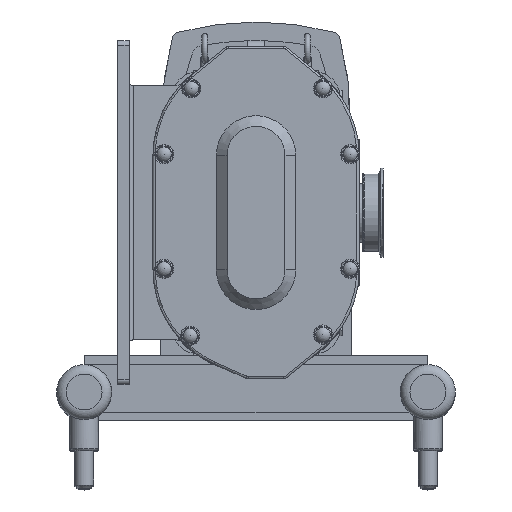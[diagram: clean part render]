
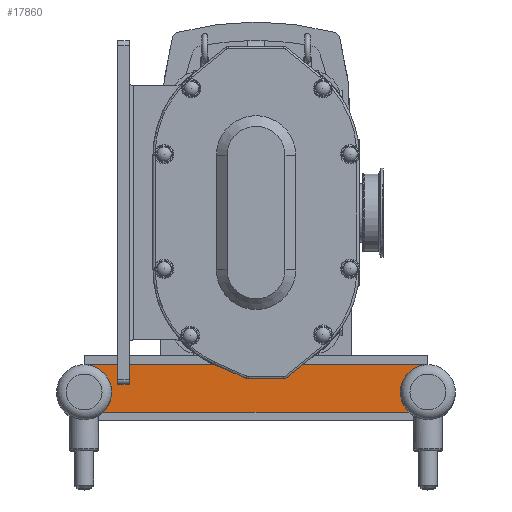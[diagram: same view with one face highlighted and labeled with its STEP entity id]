
A CAD part, top view. The second image highlights one B-rep face of the part: STEP entity #17860.
In plain terms, the highlighted planar face has unit normal (0, 0, 1).
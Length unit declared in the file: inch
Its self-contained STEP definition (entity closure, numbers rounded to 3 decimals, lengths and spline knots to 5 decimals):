
#587=LINE('',#26865,#1955);
#588=LINE('',#26868,#1956);
#589=LINE('',#26872,#1957);
#590=LINE('',#26875,#1958);
#1955=VECTOR('',#21150,0.3937);
#1956=VECTOR('',#21153,0.3937);
#1957=VECTOR('',#21156,0.3937);
#1958=VECTOR('',#21159,0.3937);
#3717=PLANE('',#18960);
#4245=FACE_OUTER_BOUND('',#5278,.T.);
#5278=EDGE_LOOP('',(#12340,#12341,#12342,#12343,#12344,#12345));
#6435=CIRCLE('',#18961,1.44);
#6436=CIRCLE('',#18962,1.44);
#7609=VERTEX_POINT('',#26858);
#7611=VERTEX_POINT('',#26863);
#7612=VERTEX_POINT('',#26867);
#7613=VERTEX_POINT('',#26869);
#7614=VERTEX_POINT('',#26871);
#7615=VERTEX_POINT('',#26873);
#9488=EDGE_CURVE('',#7609,#7611,#587,.T.);
#9489=EDGE_CURVE('',#7611,#7612,#588,.T.);
#9490=EDGE_CURVE('',#7612,#7613,#6435,.T.);
#9491=EDGE_CURVE('',#7613,#7614,#589,.T.);
#9492=EDGE_CURVE('',#7614,#7615,#6436,.T.);
#9493=EDGE_CURVE('',#7615,#7609,#590,.T.);
#12340=ORIENTED_EDGE('',*,*,#9488,.T.);
#12341=ORIENTED_EDGE('',*,*,#9489,.T.);
#12342=ORIENTED_EDGE('',*,*,#9490,.T.);
#12343=ORIENTED_EDGE('',*,*,#9491,.T.);
#12344=ORIENTED_EDGE('',*,*,#9492,.T.);
#12345=ORIENTED_EDGE('',*,*,#9493,.T.);
#17860=ADVANCED_FACE('',(#4245),#3717,.T.);
#18960=AXIS2_PLACEMENT_3D('',#26866,#21151,#21152);
#18961=AXIS2_PLACEMENT_3D('',#26870,#21154,#21155);
#18962=AXIS2_PLACEMENT_3D('',#26874,#21157,#21158);
#21150=DIRECTION('',(-1.,0.,0.));
#21151=DIRECTION('center_axis',(0.,0.,
1.));
#21152=DIRECTION('ref_axis',(1.,0.,0.));
#21153=DIRECTION('',(0.,-1.,0.));
#21154=DIRECTION('center_axis',(0.,0.,
-1.));
#21155=DIRECTION('ref_axis',(0.677,-0.736,0.));
#21156=DIRECTION('',(1.,0.,0.));
#21157=DIRECTION('center_axis',(0.,0.,
-1.));
#21158=DIRECTION('ref_axis',(-0.257,0.966,0.));
#21159=DIRECTION('',(0.,1.,0.));
#26858=CARTESIAN_POINT('',(8.6275,-7.95,-9.877));
#26863=CARTESIAN_POINT('',(-8.6225,-7.95,-9.877));
#26865=CARTESIAN_POINT('',(-0.00078,-7.95,-9.877));
#26866=CARTESIAN_POINT('Origin',(0.00093,-9.14383,
-9.877));
#26867=CARTESIAN_POINT('',(-8.6225,-7.99854,-9.877));
#26868=CARTESIAN_POINT('',(-8.6225,-7.99854,-9.877));
#26869=CARTESIAN_POINT('',(-8.02782,-10.4475,-9.877));
#26870=CARTESIAN_POINT('Origin',(-9.0025,-9.3875,-9.877));
#26871=CARTESIAN_POINT('',(8.02282,-10.4475,-9.877));
#26872=CARTESIAN_POINT('',(8.02282,-10.4475,-9.877));
#26873=CARTESIAN_POINT('',(8.6275,-7.99585,-9.877));
#26874=CARTESIAN_POINT('Origin',(8.9975,-9.3875,-9.877));
#26875=CARTESIAN_POINT('',(8.6275,-7.9475,-9.877));
